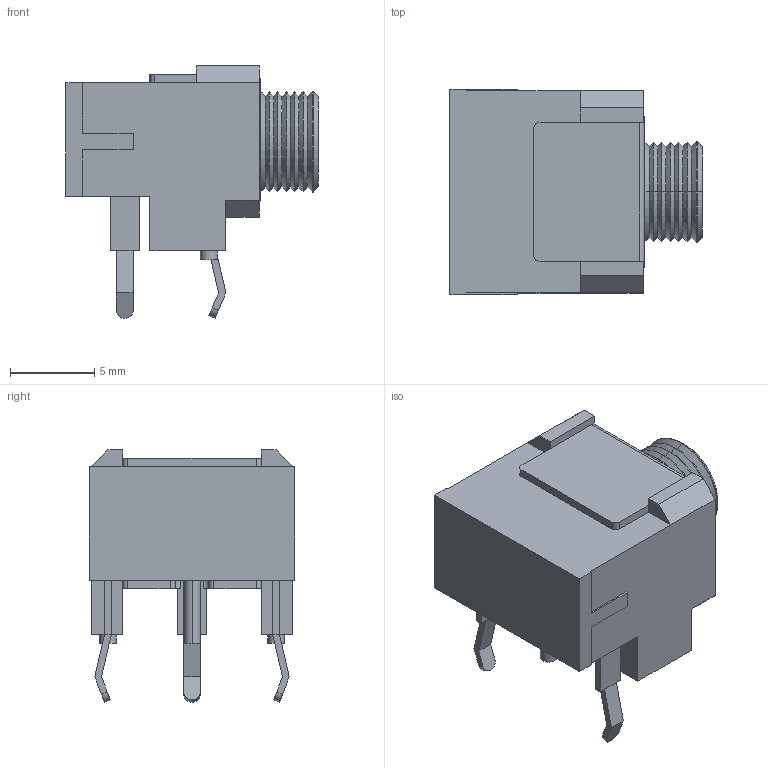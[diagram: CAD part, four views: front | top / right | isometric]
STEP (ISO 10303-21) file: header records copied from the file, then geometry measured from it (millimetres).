
FILE_DESCRIPTION (( 'STEP AP214' ), '1' );
FILE_NAME ('CUI_DEVICES_SJ1-3543.step', '2019-10-20T22:37:15', ( '' ), ( '' ), 'SwSTEP 2.0', 'SolidWorks 2019', '' );
FILE_SCHEMA (( 'AUTOMOTIVE_DESIGN' ));
Length unit declared in the file: inch
Products named in the file (1): CUI_DEVICES_SJ1-3543
Bounding box: 15 x 12.2 x 15 mm (x, y, z)
Volume: 1125.3 mm3; surface area: 945.4 mm2
Topology: 3 solids, 3 shells, 206 faces, 513 edges, 322 vertices
Faces by surface type: plane 138, cylinder 40, cone 28
Entity records: 7634 total; most frequent: CARTESIAN_POINT 1042, DIRECTION 1035, ORIENTED_EDGE 1026, EDGE_CURVE 513, VECTOR 405, LINE 405, VERTEX_POINT 322, AXIS2_PLACEMENT_3D 315
